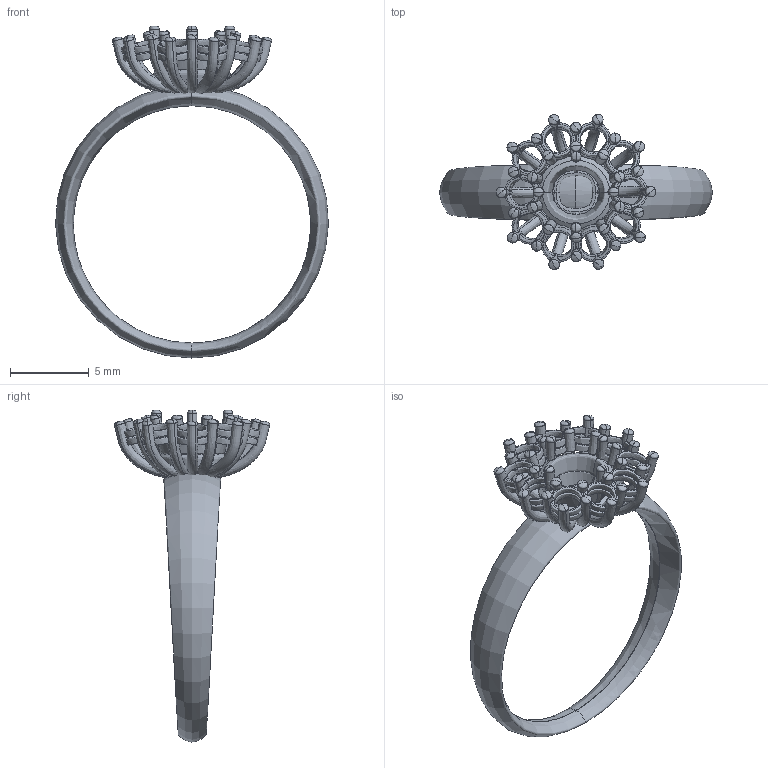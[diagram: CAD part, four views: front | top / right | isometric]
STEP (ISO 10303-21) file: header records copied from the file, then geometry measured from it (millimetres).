
FILE_DESCRIPTION(('FreeCAD Model'),'2;1');
FILE_NAME('Open CASCADE Shape Model','2025-04-27T21:22:46',('FreeCAD'),( 'FreeCAD'),'Open CASCADE STEP processor 7.6','FreeCAD','Unknown');
FILE_SCHEMA(('AUTOMOTIVE_DESIGN { 1 0 10303 214 1 1 1 1 }'));
Products named in the file (1): Open CASCADE STEP translator 7.6 1
Bounding box: 17.36 x 9.89 x 21.12 mm (x, y, z)
Volume: 134.7 mm3; surface area: 753.3 mm2
Topology: 2 solids, 3 shells, 300 faces, 1294 edges, 789 vertices
Faces by surface type: bspline 300
Entity records: 69503 total; most frequent: CARTESIAN_POINT 62976, ORIENTED_EDGE 2434, EDGE_CURVE 1217, B_SPLINE_CURVE_WITH_KNOTS 1036, VERTEX_POINT 788, FACE_BOUND 356, EDGE_LOOP 356, ADVANCED_FACE 298
